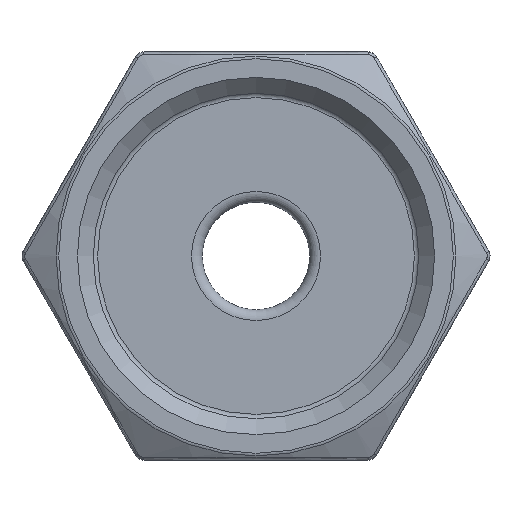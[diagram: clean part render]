
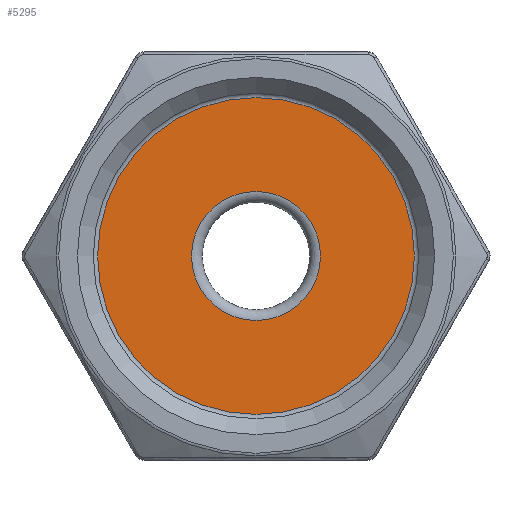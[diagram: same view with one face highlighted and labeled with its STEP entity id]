
A CAD part, left-side view. The second image highlights one B-rep face of the part: STEP entity #5295.
In plain terms, the highlighted planar face has unit normal (-1, 0, 0).
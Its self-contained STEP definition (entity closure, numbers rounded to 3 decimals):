
#119 = DIRECTION ( 'NONE',  ( 0., 1., 0. ) ) ;
#1489 = AXIS2_PLACEMENT_3D ( 'NONE', #8095, #6647, #3231 ) ;
#2149 = FACE_OUTER_BOUND ( 'NONE', #8353, .T. ) ;
#2932 = AXIS2_PLACEMENT_3D ( 'NONE', #13578, #7472, #13888 ) ;
#3231 = DIRECTION ( 'NONE',  ( 0., 0., 1. ) ) ;
#3671 = CARTESIAN_POINT ( 'NONE',  ( 18.2, 0., 14.746 ) ) ;
#3881 = EDGE_LOOP ( 'NONE', ( #10894 ) ) ;
#4904 = EDGE_CURVE ( 'NONE', #13337, #13337, #10024, .T. ) ;
#5295 = ADVANCED_FACE ( 'NONE', ( #6052, #2149 ), #7114, .F. ) ;
#6052 = FACE_BOUND ( 'NONE', #3881, .T. ) ;
#6285 = EDGE_CURVE ( 'NONE', #11022, #11022, #14528, .T. ) ;
#6647 = DIRECTION ( 'NONE',  ( 1., 0., 0. ) ) ;
#7114 = PLANE ( 'NONE',  #12348 ) ;
#7472 = DIRECTION ( 'NONE',  ( 1., 0., 0. ) ) ;
#7911 = ORIENTED_EDGE ( 'NONE', *, *, #4904, .F. ) ;
#8095 = CARTESIAN_POINT ( 'NONE',  ( 18.2, 0., 0. ) ) ;
#8353 = EDGE_LOOP ( 'NONE', ( #7911 ) ) ;
#10024 = CIRCLE ( 'NONE', #1489, 14.745 ) ;
#10894 = ORIENTED_EDGE ( 'NONE', *, *, #6285, .T. ) ;
#11022 = VERTEX_POINT ( 'NONE', #15697 ) ;
#12348 = AXIS2_PLACEMENT_3D ( 'NONE', #12474, #12549, #119 ) ;
#12474 = CARTESIAN_POINT ( 'NONE',  ( 18.2, 0., -15.245 ) ) ;
#12549 = DIRECTION ( 'NONE',  ( 1., 0., 0. ) ) ;
#13337 = VERTEX_POINT ( 'NONE', #3671 ) ;
#13578 = CARTESIAN_POINT ( 'NONE',  ( 18.2, 0., 0. ) ) ;
#13888 = DIRECTION ( 'NONE',  ( 0., 0., -1. ) ) ;
#14528 = CIRCLE ( 'NONE', #2932, 6. ) ;
#15697 = CARTESIAN_POINT ( 'NONE',  ( 18.2, 0., -6. ) ) ;
